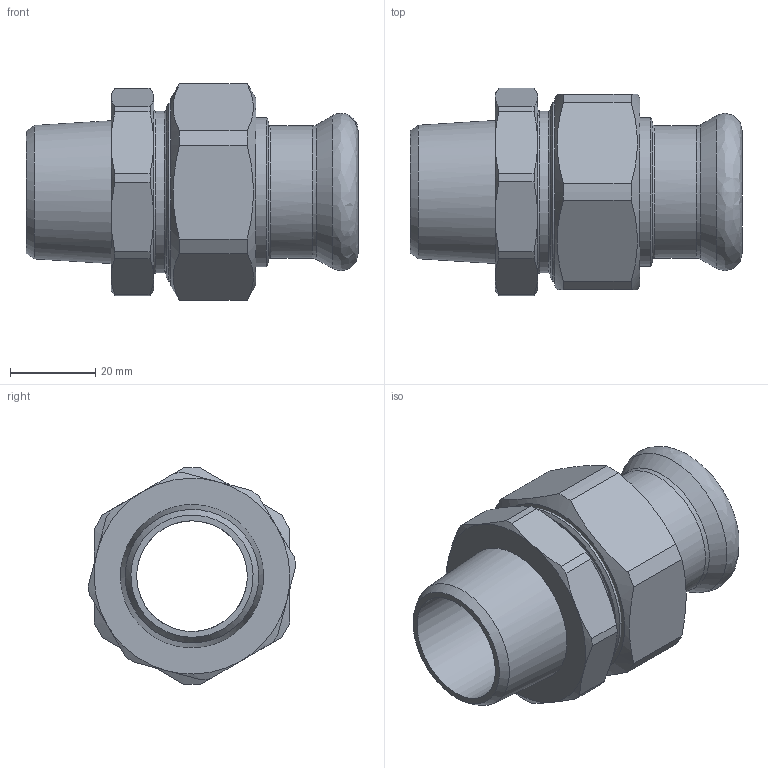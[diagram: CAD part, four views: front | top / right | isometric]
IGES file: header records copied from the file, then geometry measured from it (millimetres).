
Global section: file name: S64RF; native system: Autodesk Inventor 2016; preprocessor: unknown; author: aporro; date: 20180212.090019; units: millimetre
Bounding box: 78 x 48.78 x 50.92 mm (x, y, z)
Volume: 49037.5 mm3; surface area: 26577.3 mm2
Topology: 4 solids, 4 shells, 95 faces, 257 edges, 176 vertices
Faces by surface type: bspline 95
